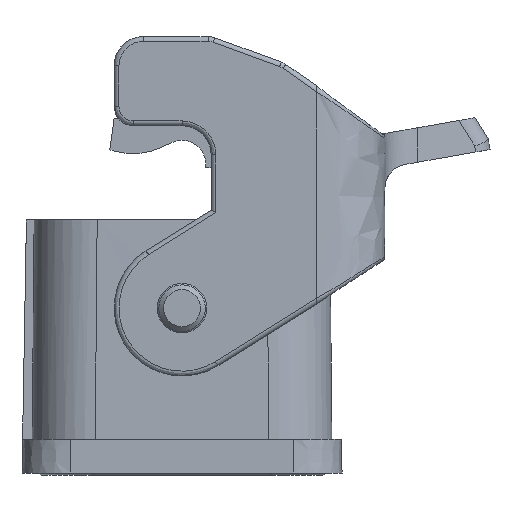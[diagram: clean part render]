
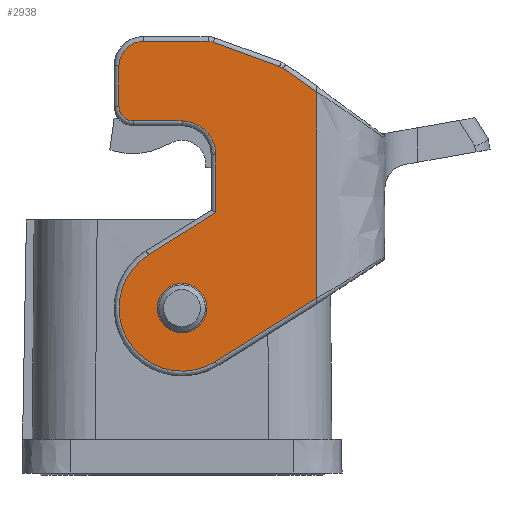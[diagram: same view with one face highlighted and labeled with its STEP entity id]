
A CAD part, left-side view. The second image highlights one B-rep face of the part: STEP entity #2938.
In plain terms, the highlighted planar face has unit normal (-1, 0, 0).
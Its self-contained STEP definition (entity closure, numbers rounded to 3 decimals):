
#2414=FACE_BOUND('',#3760,.T.);
#2415=FACE_BOUND('',#3761,.T.);
#2646=PLANE('',#10133);
#2938=ADVANCED_FACE('',(#2414,#2415),#2646,.T.);
#3760=EDGE_LOOP('',(#5889));
#3761=EDGE_LOOP('',(#5890,#5891,#5892,#5893,#5894,#5895,#5896,#5897,#5898,
#5899,#5900,#5901,#5902,#5903,#5904));
#4221=LINE('',#14507,#4922);
#4223=LINE('',#14512,#4924);
#4224=LINE('',#14544,#4925);
#4229=LINE('',#14586,#4930);
#4231=LINE('',#14625,#4932);
#4233=LINE('',#14658,#4934);
#4242=LINE('',#14725,#4943);
#4243=LINE('',#14727,#4944);
#4244=LINE('',#14729,#4945);
#4922=VECTOR('',#10853,1.);
#4924=VECTOR('',#10859,1.);
#4925=VECTOR('',#10868,1.);
#4930=VECTOR('',#10885,1.);
#4932=VECTOR('',#10899,1.);
#4934=VECTOR('',#10909,1.);
#4943=VECTOR('',#10938,1.);
#4944=VECTOR('',#10941,1.);
#4945=VECTOR('',#10942,1.);
#5889=ORIENTED_EDGE('',*,*,#8330,.T.);
#5890=ORIENTED_EDGE('',*,*,#8380,.T.);
#5891=ORIENTED_EDGE('',*,*,#8377,.T.);
#5892=ORIENTED_EDGE('',*,*,#8360,.T.);
#5893=ORIENTED_EDGE('',*,*,#8363,.T.);
#5894=ORIENTED_EDGE('',*,*,#8365,.T.);
#5895=ORIENTED_EDGE('',*,*,#8356,.T.);
#5896=ORIENTED_EDGE('',*,*,#8353,.T.);
#5897=ORIENTED_EDGE('',*,*,#8347,.T.);
#5898=ORIENTED_EDGE('',*,*,#8344,.T.);
#5899=ORIENTED_EDGE('',*,*,#8342,.T.);
#5900=ORIENTED_EDGE('',*,*,#8340,.T.);
#5901=ORIENTED_EDGE('',*,*,#8337,.T.);
#5902=ORIENTED_EDGE('',*,*,#8334,.T.);
#5903=ORIENTED_EDGE('',*,*,#8381,.T.);
#5904=ORIENTED_EDGE('',*,*,#8382,.T.);
#7619=VERTEX_POINT('',#14463);
#7621=VERTEX_POINT('',#14467);
#7623=VERTEX_POINT('',#14471);
#7624=VERTEX_POINT('',#14504);
#7626=VERTEX_POINT('',#14510);
#7627=VERTEX_POINT('',#14515);
#7628=VERTEX_POINT('',#14543);
#7630=VERTEX_POINT('',#14548);
#7634=VERTEX_POINT('',#14585);
#7636=VERTEX_POINT('',#14590);
#7638=VERTEX_POINT('',#14620);
#7640=VERTEX_POINT('',#14624);
#7642=VERTEX_POINT('',#14630);
#7649=VERTEX_POINT('',#14681);
#7650=VERTEX_POINT('',#14722);
#7652=VERTEX_POINT('',#14728);
#8330=EDGE_CURVE('',#7619,#7619,#9196,.T.);
#8334=EDGE_CURVE('',#7621,#7623,#9200,.T.);
#8337=EDGE_CURVE('',#7624,#7621,#4221,.T.);
#8340=EDGE_CURVE('',#7626,#7624,#4223,.T.);
#8342=EDGE_CURVE('',#7627,#7626,#9203,.T.);
#8344=EDGE_CURVE('',#7628,#7627,#4224,.T.);
#8347=EDGE_CURVE('',#7630,#7628,#9207,.T.);
#8353=EDGE_CURVE('',#7634,#7630,#4229,.T.);
#8356=EDGE_CURVE('',#7636,#7634,#9211,.T.);
#8360=EDGE_CURVE('',#7638,#7640,#4231,.T.);
#8363=EDGE_CURVE('',#7640,#7642,#9216,.T.);
#8365=EDGE_CURVE('',#7642,#7636,#4233,.T.);
#8377=EDGE_CURVE('',#7649,#7638,#9221,.T.);
#8380=EDGE_CURVE('',#7650,#7649,#4242,.T.);
#8381=EDGE_CURVE('',#7623,#7652,#4243,.T.);
#8382=EDGE_CURVE('',#7652,#7650,#4244,.T.);
#9196=CIRCLE('',#10094,2.55);
#9200=CIRCLE('',#10099,6.5);
#9203=CIRCLE('',#10104,3.5);
#9207=CIRCLE('',#10109,1.5);
#9211=CIRCLE('',#10115,2.5);
#9216=CIRCLE('',#10121,1.5);
#9221=CIRCLE('',#10131,1.5);
#10094=AXIS2_PLACEMENT_3D('',#14462,#10840,#10841);
#10099=AXIS2_PLACEMENT_3D('',#14472,#10850,#10851);
#10104=AXIS2_PLACEMENT_3D('',#14516,#10864,#10865);
#10109=AXIS2_PLACEMENT_3D('',#14550,#10875,#10876);
#10115=AXIS2_PLACEMENT_3D('',#14592,#10892,#10893);
#10121=AXIS2_PLACEMENT_3D('',#14631,#10906,#10907);
#10131=AXIS2_PLACEMENT_3D('',#14682,#10935,#10936);
#10133=AXIS2_PLACEMENT_3D('',#14730,#10943,#10944);
#10840=DIRECTION('',(1.,0.,0.));
#10841=DIRECTION('',(0.,1.,0.));
#10850=DIRECTION('',(-1.,0.,0.));
#10851=DIRECTION('',(0.,0.53,0.848));
#10853=DIRECTION('',(0.,0.848,-0.53));
#10859=DIRECTION('',(0.,0.,-1.));
#10864=DIRECTION('',(1.,0.,0.));
#10865=DIRECTION('',(0.,0.,1.));
#10868=DIRECTION('',(0.,-1.,0.));
#10875=DIRECTION('',(-1.,0.,0.));
#10876=DIRECTION('',(0.,1.,0.));
#10885=DIRECTION('',(0.,0.,-1.));
#10892=DIRECTION('',(-1.,0.,0.));
#10893=DIRECTION('',(0.,0.,1.));
#10899=DIRECTION('',(0.,0.94,0.342));
#10906=DIRECTION('',(-1.,0.,0.));
#10907=DIRECTION('',(0.,-0.342,0.94));
#10909=DIRECTION('',(0.,1.,0.));
#10935=DIRECTION('',(-1.,0.,0.));
#10936=DIRECTION('',(0.,-0.574,0.819));
#10938=DIRECTION('',(0.,0.819,0.574));
#10941=DIRECTION('',(0.,-0.848,0.53));
#10942=DIRECTION('',(0.,0.,1.));
#10943=DIRECTION('',(-1.,0.,0.));
#10944=DIRECTION('',(0.,1.,0.));
#14462=CARTESIAN_POINT('',(-37.25,0.,0.2));
#14463=CARTESIAN_POINT('',(-37.25,2.55,0.2));
#14467=CARTESIAN_POINT('',(-37.25,3.445,5.712));
#14471=CARTESIAN_POINT('',(-37.25,-3.445,-5.312));
#14472=CARTESIAN_POINT('',(-37.25,0.,0.2));
#14504=CARTESIAN_POINT('',(-37.25,-3.5,10.052));
#14507=CARTESIAN_POINT('',(-37.25,-3.5,10.052));
#14510=CARTESIAN_POINT('',(-37.25,-3.5,16.));
#14512=CARTESIAN_POINT('',(-37.25,-3.5,16.));
#14515=CARTESIAN_POINT('',(-37.25,0.,19.5));
#14516=CARTESIAN_POINT('',(-37.25,0.,16.));
#14543=CARTESIAN_POINT('',(-37.25,5.,19.5));
#14544=CARTESIAN_POINT('',(-37.25,5.,19.5));
#14548=CARTESIAN_POINT('',(-37.25,6.5,21.));
#14550=CARTESIAN_POINT('',(-37.25,5.,21.));
#14585=CARTESIAN_POINT('',(-37.25,6.5,25.2));
#14586=CARTESIAN_POINT('',(-37.25,6.5,25.2));
#14590=CARTESIAN_POINT('',(-37.25,4.,27.7));
#14592=CARTESIAN_POINT('',(-37.25,4.,25.2));
#14620=CARTESIAN_POINT('',(-37.25,-10.072,25.109));
#14624=CARTESIAN_POINT('',(-37.25,-3.202,27.609));
#14625=CARTESIAN_POINT('',(-37.25,-10.072,25.109));
#14630=CARTESIAN_POINT('',(-37.25,-2.689,27.7));
#14631=CARTESIAN_POINT('',(-37.25,-2.689,26.2));
#14658=CARTESIAN_POINT('',(-37.25,-2.689,27.7));
#14681=CARTESIAN_POINT('',(-37.25,-10.419,24.928));
#14682=CARTESIAN_POINT('',(-37.25,-9.559,23.699));
#14722=CARTESIAN_POINT('',(-37.25,-13.9,22.491));
#14725=CARTESIAN_POINT('',(-37.25,-13.9,22.491));
#14727=CARTESIAN_POINT('',(-37.25,-3.445,-5.312));
#14728=CARTESIAN_POINT('',(-37.25,-13.9,1.221));
#14729=CARTESIAN_POINT('',(-37.25,-13.9,1.221));
#14730=CARTESIAN_POINT('',(-37.25,-14.422,29.075));
